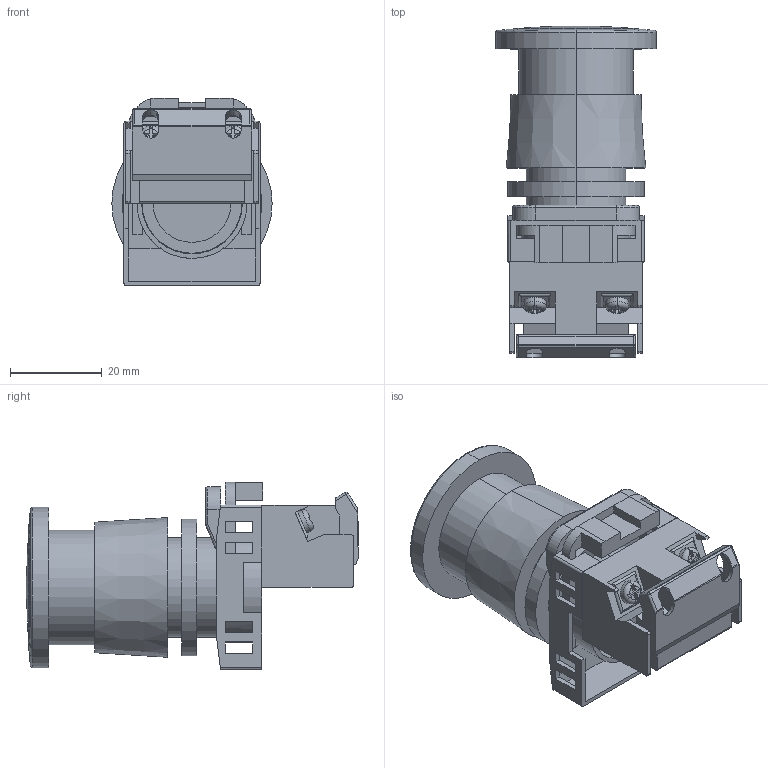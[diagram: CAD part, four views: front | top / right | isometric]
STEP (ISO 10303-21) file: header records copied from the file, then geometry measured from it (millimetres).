
FILE_DESCRIPTION (( 'STEP AP214' ), '1' );
FILE_NAME ('AR22Q2R-01R.step', '2017-08-28T20:52:51', ( '' ), ( '' ), 'SwSTEP 2.0', 'SolidWorks 2017', '' );
FILE_SCHEMA (( 'AUTOMOTIVE_DESIGN' ));
Length unit declared in the file: millimetre
Products named in the file (1): AR22Q2R-01R
Bounding box: 35 x 72.5 x 41 mm (x, y, z)
Volume: 35398.3 mm3; surface area: 20952.3 mm2
Topology: 11 solids, 11 shells, 298 faces, 800 edges, 521 vertices
Faces by surface type: plane 200, cylinder 70, torus 12, sphere 9, bspline 5, cone 2
Entity records: 10177 total; most frequent: CARTESIAN_POINT 2383, ORIENTED_EDGE 1596, DIRECTION 1426, EDGE_CURVE 798, VECTOR 552, LINE 552, VERTEX_POINT 521, AXIS2_PLACEMENT_3D 437
